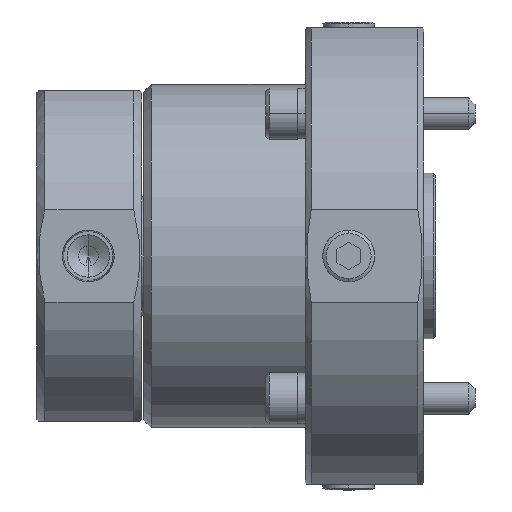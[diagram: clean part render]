
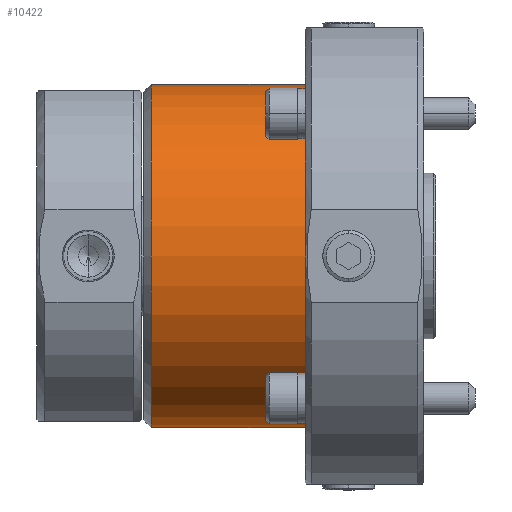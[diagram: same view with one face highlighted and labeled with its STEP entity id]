
A CAD part, left-side view. The second image highlights one B-rep face of the part: STEP entity #10422.
In plain terms, the highlighted cylindrical face has radius 43.5 mm (diameter 87 mm), a partial arc.
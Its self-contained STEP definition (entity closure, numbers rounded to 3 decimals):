
#1229 = CARTESIAN_POINT ( 'NONE',  ( 0., 36.143, 43.5 ) ) ;
#1254 = CARTESIAN_POINT ( 'NONE',  ( 0., -2.857, -43.5 ) ) ;
#1256 = CARTESIAN_POINT ( 'NONE',  ( 0., -2.857, 43.5 ) ) ;
#1257 = CARTESIAN_POINT ( 'NONE',  ( 0., 36.143, -43.5 ) ) ;
#1574 = DIRECTION ( 'NONE',  ( 0., 0., 1. ) ) ;
#1577 = DIRECTION ( 'NONE',  ( 0., 1., 0. ) ) ;
#1578 = CARTESIAN_POINT ( 'NONE',  ( 0., 40.14, 0. ) ) ;
#3278 = CARTESIAN_POINT ( 'NONE',  ( 0., 40.14, -43.5 ) ) ;
#3280 = DIRECTION ( 'NONE',  ( 0., 1., 0. ) ) ;
#3867 = DIRECTION ( 'NONE',  ( 0., 1., 0. ) ) ;
#3868 = CARTESIAN_POINT ( 'NONE',  ( 0., 40.14, 43.5 ) ) ;
#4643 = EDGE_LOOP ( 'NONE', ( #5110, #5765, #5763, #5761 ) ) ;
#5110 = ORIENTED_EDGE ( 'NONE', *, *, #6986, .F. ) ;
#5761 = ORIENTED_EDGE ( 'NONE', *, *, #7574, .T. ) ;
#5763 = ORIENTED_EDGE ( 'NONE', *, *, #7012, .T. ) ;
#5765 = ORIENTED_EDGE ( 'NONE', *, *, #7644, .F. ) ;
#5995 = VECTOR ( 'NONE', #3867, 1000. ) ;
#6048 = CIRCLE ( 'NONE', #10104, 43.5 ) ;
#6100 = CIRCLE ( 'NONE', #10067, 43.5 ) ;
#6203 = LINE ( 'NONE', #3868, #5995 ) ;
#6579 = DIRECTION ( 'NONE',  ( 0., 0., 1. ) ) ;
#6580 = DIRECTION ( 'NONE',  ( 0., -1., 0. ) ) ;
#6581 = CARTESIAN_POINT ( 'NONE',  ( 0., -2.857, 0. ) ) ;
#6986 = EDGE_CURVE ( 'NONE', #8757, #8760, #7910, .T. ) ;
#7012 = EDGE_CURVE ( 'NONE', #8759, #8732, #6203, .T. ) ;
#7574 = EDGE_CURVE ( 'NONE', #8732, #8760, #6100, .T. ) ;
#7644 = EDGE_CURVE ( 'NONE', #8759, #8757, #6048, .T. ) ;
#7910 = LINE ( 'NONE', #3278, #8019 ) ;
#8019 = VECTOR ( 'NONE', #3280, 1000. ) ;
#8448 = DIRECTION ( 'NONE',  ( 0., 0., 1. ) ) ;
#8449 = DIRECTION ( 'NONE',  ( 0., -1., 0. ) ) ;
#8450 = CARTESIAN_POINT ( 'NONE',  ( 0., 36.143, 0. ) ) ;
#8732 = VERTEX_POINT ( 'NONE', #1229 ) ;
#8757 = VERTEX_POINT ( 'NONE', #1254 ) ;
#8759 = VERTEX_POINT ( 'NONE', #1256 ) ;
#8760 = VERTEX_POINT ( 'NONE', #1257 ) ;
#9156 = CYLINDRICAL_SURFACE ( 'NONE', #10246, 43.5 ) ;
#9217 = FACE_OUTER_BOUND ( 'NONE', #4643, .T. ) ;
#10067 = AXIS2_PLACEMENT_3D ( 'NONE', #8450, #8449, #8448 ) ;
#10104 = AXIS2_PLACEMENT_3D ( 'NONE', #6581, #6580, #6579 ) ;
#10246 = AXIS2_PLACEMENT_3D ( 'NONE', #1578, #1577, #1574 ) ;
#10422 = ADVANCED_FACE ( 'NONE', ( #9217 ), #9156, .T. ) ;
